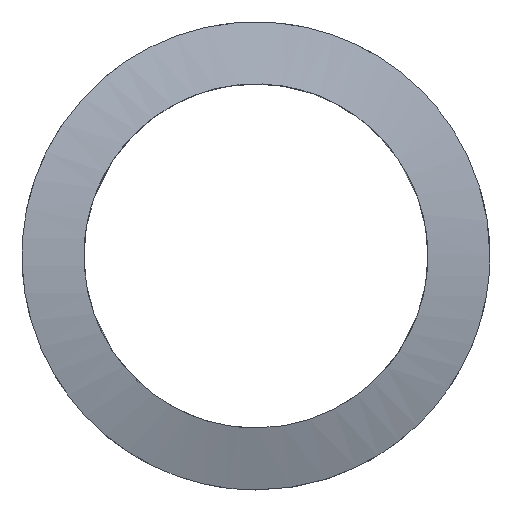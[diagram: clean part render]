
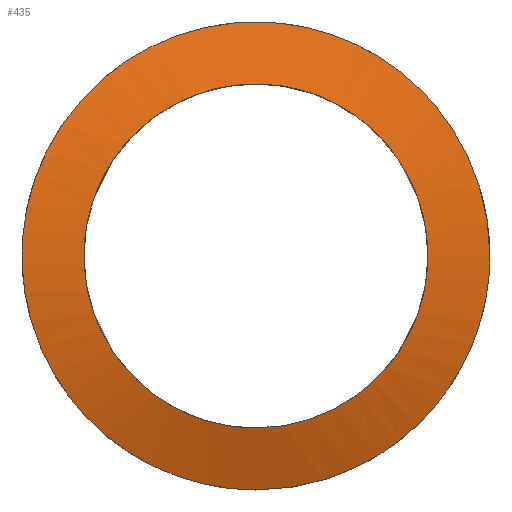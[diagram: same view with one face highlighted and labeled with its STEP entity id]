
A CAD part, top view. The second image highlights one B-rep face of the part: STEP entity #435.
In plain terms, the highlighted free-form (B-spline) face has degree [2, 1] with [5, 2] control points.
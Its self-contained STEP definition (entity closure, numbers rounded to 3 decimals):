
#15=FACE_BOUND('',#85,.T.);
#16=(
BOUNDED_SURFACE()
B_SPLINE_SURFACE(2,1,((#841,#842),(#843,#844),(#845,#846),(#847,#848),(#849,
#850)),.UNSPECIFIED.,.F.,.F.,.F.)
B_SPLINE_SURFACE_WITH_KNOTS((3,2,3),(2,2),(-217.304,-200.811,
-184.317),(0.,5.148),.UNSPECIFIED.)
GEOMETRIC_REPRESENTATION_ITEM()
RATIONAL_B_SPLINE_SURFACE(((1.,1.),(0.707,0.707),
(1.,1.),(0.707,0.707),(1.,1.)))
REPRESENTATION_ITEM('')
SURFACE()
);
#17=B_SPLINE_CURVE_WITH_KNOTS('',3,(#707,#708,#709,#710,#711,#712,#713,
#714,#715,#716,#717,#718),.UNSPECIFIED.,.F.,.F.,(4,2,2,2,2,4),(1.623,
1.752,1.919,2.13,2.322,2.435),
 .UNSPECIFIED.);
#18=B_SPLINE_CURVE_WITH_KNOTS('',3,(#719,#720,#721,#722,#723,#724,#725,
#726,#727,#728,#729,#730,#731,#732,#733,#734,#735,#736,#737,#738,#739,#740,
#741,#742,#743,#744,#745,#746,#747,#748,#749,#750,#751,#752,#753),
 .UNSPECIFIED.,.F.,.F.,(4,2,2,2,2,2,3,2,2,2,2,2,2,2,2,2,4),(2.435,
2.507,2.704,2.913,3.09,3.23,
3.247,3.384,3.555,3.766,3.957,
4.142,4.341,4.55,4.723,4.862,
4.87),.UNSPECIFIED.);
#19=B_SPLINE_CURVE_WITH_KNOTS('',3,(#782,#783,#784,#785,#786,#787,#788,
#789,#790,#791,#792,#793,#794,#795,#796,#797,#798,#799,#800,#801,#802,#803,
#804,#805,#806,#807,#808,#809,#810,#811),.UNSPECIFIED.,.F.,.F.,(4,2,2,2,
2,2,2,2,2,2,2,2,2,2,4),(-1.744,-1.72,-1.614,
-1.482,-1.331,-1.185,-1.046,
-0.906,-0.754,-0.636,-0.534,
-0.429,-0.297,-0.146,0.),
 .UNSPECIFIED.);
#20=B_SPLINE_CURVE_WITH_KNOTS('',3,(#812,#813,#814,#815,#816,#817,#818,
#819,#820,#821,#822,#823),.UNSPECIFIED.,.F.,.F.,(4,2,2,2,2,4),(-2.376,
-2.231,-2.091,-1.939,-1.822,
-1.744),.UNSPECIFIED.);
#62=FACE_OUTER_BOUND('',#84,.T.);
#84=EDGE_LOOP('',(#393,#394));
#85=EDGE_LOOP('',(#395,#396));
#191=VERTEX_POINT('',#705);
#192=VERTEX_POINT('',#706);
#200=VERTEX_POINT('',#780);
#201=VERTEX_POINT('',#781);
#244=EDGE_CURVE('',#191,#192,#17,.T.);
#245=EDGE_CURVE('',#192,#191,#18,.T.);
#258=EDGE_CURVE('',#200,#201,#19,.F.);
#259=EDGE_CURVE('',#201,#200,#20,.F.);
#393=ORIENTED_EDGE('',*,*,#244,.T.);
#394=ORIENTED_EDGE('',*,*,#245,.T.);
#395=ORIENTED_EDGE('',*,*,#258,.T.);
#396=ORIENTED_EDGE('',*,*,#259,.T.);
#435=ADVANCED_FACE('',(#62,#15),#16,.T.);
#705=CARTESIAN_POINT('',(-10.684,-5.1,10.013));
#706=CARTESIAN_POINT('',(-5.584,0.,11.05));
#707=CARTESIAN_POINT('Ctrl Pts',(-10.684,-5.1,10.013));
#708=CARTESIAN_POINT('Ctrl Pts',(-10.257,-5.1,10.013));
#709=CARTESIAN_POINT('Ctrl Pts',(-9.833,-5.047,10.036));
#710=CARTESIAN_POINT('Ctrl Pts',(-8.884,-4.804,10.137));
#711=CARTESIAN_POINT('Ctrl Pts',(-8.377,-4.581,10.226));
#712=CARTESIAN_POINT('Ctrl Pts',(-7.337,-3.91,10.461));
#713=CARTESIAN_POINT('Ctrl Pts',(-6.838,-3.42,10.611));
#714=CARTESIAN_POINT('Ctrl Pts',(-6.1,-2.323,10.855));
#715=CARTESIAN_POINT('Ctrl Pts',(-5.846,-1.736,10.95));
#716=CARTESIAN_POINT('Ctrl Pts',(-5.625,-0.747,11.034));
#717=CARTESIAN_POINT('Ctrl Pts',(-5.584,-0.374,11.05));
#718=CARTESIAN_POINT('Ctrl Pts',(-5.584,0.,
11.05));
#719=CARTESIAN_POINT('Ctrl Pts',(-5.584,0.,
11.05));
#720=CARTESIAN_POINT('Ctrl Pts',(-5.584,0.237,11.05));
#721=CARTESIAN_POINT('Ctrl Pts',(-5.6,0.473,11.044));
#722=CARTESIAN_POINT('Ctrl Pts',(-5.725,1.362,10.996));
#723=CARTESIAN_POINT('Ctrl Pts',(-5.941,1.984,10.913));
#724=CARTESIAN_POINT('Ctrl Pts',(-6.609,3.142,10.684));
#725=CARTESIAN_POINT('Ctrl Pts',(-7.067,3.66,10.538));
#726=CARTESIAN_POINT('Ctrl Pts',(-8.074,4.419,10.288));
#727=CARTESIAN_POINT('Ctrl Pts',(-8.594,4.689,10.183));
#728=CARTESIAN_POINT('Ctrl Pts',(-9.593,5.003,10.055));
#729=CARTESIAN_POINT('Ctrl Pts',(-10.051,5.082,10.021));
#730=CARTESIAN_POINT('Ctrl Pts',(-10.572,5.099,10.013));
#731=CARTESIAN_POINT('Ctrl Pts',(-10.628,5.1,10.013));
#732=CARTESIAN_POINT('Ctrl Pts',(-10.684,5.1,10.013));
#733=CARTESIAN_POINT('Ctrl Pts',(-11.142,5.1,10.013));
#734=CARTESIAN_POINT('Ctrl Pts',(-11.596,5.038,10.04));
#735=CARTESIAN_POINT('Ctrl Pts',(-12.579,4.768,10.151));
#736=CARTESIAN_POINT('Ctrl Pts',(-13.09,4.531,10.246));
#737=CARTESIAN_POINT('Ctrl Pts',(-14.123,3.829,10.486));
#738=CARTESIAN_POINT('Ctrl Pts',(-14.61,3.328,10.636));
#739=CARTESIAN_POINT('Ctrl Pts',(-15.321,2.214,10.874));
#740=CARTESIAN_POINT('Ctrl Pts',(-15.561,1.623,10.965));
#741=CARTESIAN_POINT('Ctrl Pts',(-15.805,0.396,11.058));
#742=CARTESIAN_POINT('Ctrl Pts',(-15.816,-0.222,11.062));
#743=CARTESIAN_POINT('Ctrl Pts',(-15.609,-1.481,10.983));
#744=CARTESIAN_POINT('Ctrl Pts',(-15.377,-2.1,10.894));
#745=CARTESIAN_POINT('Ctrl Pts',(-14.68,-3.243,10.658));
#746=CARTESIAN_POINT('Ctrl Pts',(-14.208,-3.749,10.511));
#747=CARTESIAN_POINT('Ctrl Pts',(-13.191,-4.477,10.266));
#748=CARTESIAN_POINT('Ctrl Pts',(-12.675,-4.73,10.166));
#749=CARTESIAN_POINT('Ctrl Pts',(-11.684,-5.022,10.047));
#750=CARTESIAN_POINT('Ctrl Pts',(-11.228,-5.092,10.016));
#751=CARTESIAN_POINT('Ctrl Pts',(-10.739,-5.1,10.013));
#752=CARTESIAN_POINT('Ctrl Pts',(-10.711,-5.1,10.013));
#753=CARTESIAN_POINT('Ctrl Pts',(-10.684,-5.1,10.013));
#780=CARTESIAN_POINT('',(-14.415,0.381,11.045));
#781=CARTESIAN_POINT('',(-10.684,-3.75,10.503));
#782=CARTESIAN_POINT('Ctrl Pts',(-10.684,-3.75,10.503));
#783=CARTESIAN_POINT('Ctrl Pts',(-10.605,-3.75,10.503));
#784=CARTESIAN_POINT('Ctrl Pts',(-10.527,-3.748,10.504));
#785=CARTESIAN_POINT('Ctrl Pts',(-10.095,-3.72,10.512));
#786=CARTESIAN_POINT('Ctrl Pts',(-9.748,-3.648,10.534));
#787=CARTESIAN_POINT('Ctrl Pts',(-9.004,-3.381,10.609));
#788=CARTESIAN_POINT('Ctrl Pts',(-8.622,-3.162,10.668));
#789=CARTESIAN_POINT('Ctrl Pts',(-7.904,-2.566,10.802));
#790=CARTESIAN_POINT('Ctrl Pts',(-7.588,-2.174,10.877));
#791=CARTESIAN_POINT('Ctrl Pts',(-7.134,-1.302,10.993));
#792=CARTESIAN_POINT('Ctrl Pts',(-6.995,-0.833,11.033));
#793=CARTESIAN_POINT('Ctrl Pts',(-6.907,0.112,11.058));
#794=CARTESIAN_POINT('Ctrl Pts',(-6.95,0.575,11.045));
#795=CARTESIAN_POINT('Ctrl Pts',(-7.202,1.468,10.976));
#796=CARTESIAN_POINT('Ctrl Pts',(-7.411,1.888,10.92));
#797=CARTESIAN_POINT('Ctrl Pts',(-7.992,2.658,10.786));
#798=CARTESIAN_POINT('Ctrl Pts',(-8.372,2.995,10.708));
#799=CARTESIAN_POINT('Ctrl Pts',(-9.143,3.441,10.594));
#800=CARTESIAN_POINT('Ctrl Pts',(-9.509,3.583,10.553));
#801=CARTESIAN_POINT('Ctrl Pts',(-10.221,3.737,10.508));
#802=CARTESIAN_POINT('Ctrl Pts',(-10.56,3.763,10.499));
#803=CARTESIAN_POINT('Ctrl Pts',(-11.249,3.724,10.511));
#804=CARTESIAN_POINT('Ctrl Pts',(-11.596,3.654,10.532));
#805=CARTESIAN_POINT('Ctrl Pts',(-12.338,3.393,10.606));
#806=CARTESIAN_POINT('Ctrl Pts',(-12.72,3.179,10.663));
#807=CARTESIAN_POINT('Ctrl Pts',(-13.441,2.59,10.797));
#808=CARTESIAN_POINT('Ctrl Pts',(-13.761,2.201,10.873));
#809=CARTESIAN_POINT('Ctrl Pts',(-14.222,1.333,10.99));
#810=CARTESIAN_POINT('Ctrl Pts',(-14.365,0.865,11.031));
#811=CARTESIAN_POINT('Ctrl Pts',(-14.415,0.381,11.045));
#812=CARTESIAN_POINT('Ctrl Pts',(-14.415,0.381,11.045));
#813=CARTESIAN_POINT('Ctrl Pts',(-14.464,-0.101,11.058));
#814=CARTESIAN_POINT('Ctrl Pts',(-14.419,-0.585,11.045));
#815=CARTESIAN_POINT('Ctrl Pts',(-14.154,-1.496,10.973));
#816=CARTESIAN_POINT('Ctrl Pts',(-13.942,-1.914,10.916));
#817=CARTESIAN_POINT('Ctrl Pts',(-13.355,-2.68,10.781));
#818=CARTESIAN_POINT('Ctrl Pts',(-12.973,-3.013,10.703));
#819=CARTESIAN_POINT('Ctrl Pts',(-12.2,-3.452,10.59));
#820=CARTESIAN_POINT('Ctrl Pts',(-11.835,-3.59,10.55));
#821=CARTESIAN_POINT('Ctrl Pts',(-11.2,-3.723,10.512));
#822=CARTESIAN_POINT('Ctrl Pts',(-10.943,-3.75,10.503));
#823=CARTESIAN_POINT('Ctrl Pts',(-10.684,-3.75,10.503));
#841=CARTESIAN_POINT('Ctrl Pts',(-0.503,-11.5,1.05));
#842=CARTESIAN_POINT('Ctrl Pts',(-51.978,-11.5,1.05));
#843=CARTESIAN_POINT('Ctrl Pts',(-0.503,-11.5,11.05));
#844=CARTESIAN_POINT('Ctrl Pts',(-51.978,-11.5,11.05));
#845=CARTESIAN_POINT('Ctrl Pts',(-0.503,0.,11.05));
#846=CARTESIAN_POINT('Ctrl Pts',(-51.978,0.,11.05));
#847=CARTESIAN_POINT('Ctrl Pts',(-0.503,11.5,11.05));
#848=CARTESIAN_POINT('Ctrl Pts',(-51.978,11.5,11.05));
#849=CARTESIAN_POINT('Ctrl Pts',(-0.503,11.5,1.05));
#850=CARTESIAN_POINT('Ctrl Pts',(-51.978,11.5,1.05));
